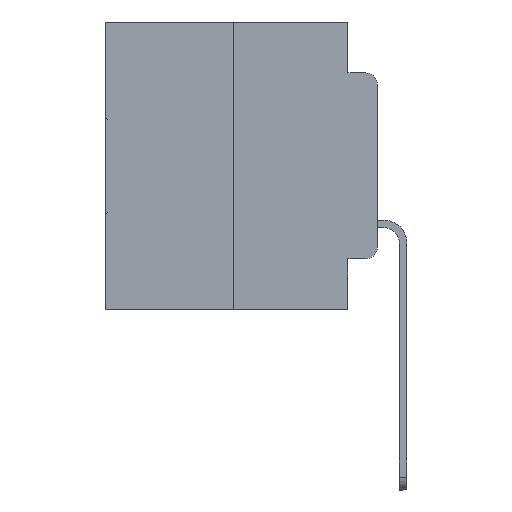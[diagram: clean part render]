
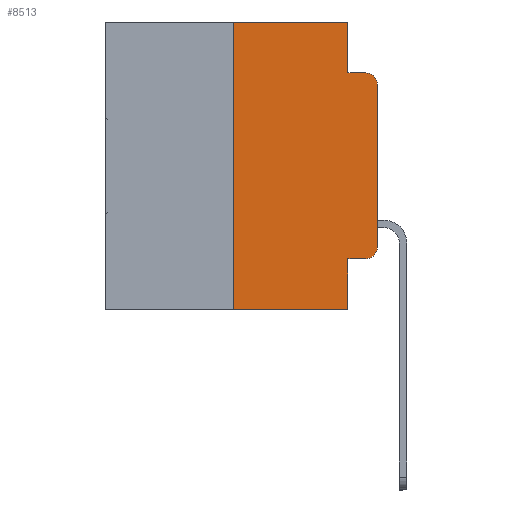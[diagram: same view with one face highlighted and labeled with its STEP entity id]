
A CAD part, left-side view. The second image highlights one B-rep face of the part: STEP entity #8513.
In plain terms, the highlighted planar face has unit normal (-1, 0, 0).
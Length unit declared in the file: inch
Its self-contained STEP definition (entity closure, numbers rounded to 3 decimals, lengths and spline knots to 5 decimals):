
#144 = VECTOR ( 'NONE', #17759, 39.37008 ) ;
#301 = EDGE_CURVE ( 'NONE', #28421, #22779, #17690, .T. ) ;
#437 = ORIENTED_EDGE ( 'NONE', *, *, #26649, .F. ) ;
#613 = CARTESIAN_POINT ( 'NONE',  ( 0., 0.02, -0.4115 ) ) ;
#830 = ORIENTED_EDGE ( 'NONE', *, *, #2080, .F. ) ;
#901 = LINE ( 'NONE', #24641, #144 ) ;
#1126 = CARTESIAN_POINT ( 'NONE',  ( 0., 0.051, 0. ) ) ;
#1904 = AXIS2_PLACEMENT_3D ( 'NONE', #4861, #9634, #25985 ) ;
#1908 = EDGE_LOOP ( 'NONE', ( #8368, #29184, #3878, #437, #27055, #22361, #28481, #830, #2372, #16556 ) ) ;
#1958 = DIRECTION ( 'NONE',  ( 0., 0., -1. ) ) ;
#2080 = EDGE_CURVE ( 'NONE', #17914, #6085, #17975, .T. ) ;
#2236 = VERTEX_POINT ( 'NONE', #10139 ) ;
#2372 = ORIENTED_EDGE ( 'NONE', *, *, #10012, .T. ) ;
#2822 = DIRECTION ( 'NONE',  ( 0., -1., 0. ) ) ;
#3003 = LINE ( 'NONE', #7784, #7898 ) ;
#3878 = ORIENTED_EDGE ( 'NONE', *, *, #7997, .F. ) ;
#4861 = CARTESIAN_POINT ( 'NONE',  ( 0., 0.473, 0. ) ) ;
#5405 = DIRECTION ( 'NONE',  ( 0., -1., 0. ) ) ;
#6031 = EDGE_CURVE ( 'NONE', #2236, #16146, #901, .T. ) ;
#6040 = VECTOR ( 'NONE', #22870, 39.37008 ) ;
#6085 = VERTEX_POINT ( 'NONE', #13365 ) ;
#6136 = CIRCLE ( 'NONE', #13139, 0.02 ) ;
#7401 = LINE ( 'NONE', #17812, #19199 ) ;
#7784 = CARTESIAN_POINT ( 'NONE',  ( 0., 0.051, -0.0885 ) ) ;
#7898 = VECTOR ( 'NONE', #5405, 39.37008 ) ;
#7997 = EDGE_CURVE ( 'NONE', #12408, #22779, #3003, .T. ) ;
#8013 = DIRECTION ( 'NONE',  ( -1., 0., 0. ) ) ;
#8285 = EDGE_CURVE ( 'NONE', #16146, #19187, #24743, .T. ) ;
#8368 = ORIENTED_EDGE ( 'NONE', *, *, #17660, .T. ) ;
#8411 = DIRECTION ( 'NONE',  ( 0., -1., 0. ) ) ;
#8513 = ADVANCED_FACE ( 'NONE', ( #18209 ), #23671, .F. ) ;
#9120 = VECTOR ( 'NONE', #11447, 39.37008 ) ;
#9634 = DIRECTION ( 'NONE',  ( 1., 0., 0. ) ) ;
#9681 = LINE ( 'NONE', #26312, #27566 ) ;
#10012 = EDGE_CURVE ( 'NONE', #17914, #20227, #7401, .T. ) ;
#10139 = CARTESIAN_POINT ( 'NONE',  ( 0., 0.25, -0.5 ) ) ;
#10461 = CARTESIAN_POINT ( 'NONE',  ( 0., 0.02, -0.0885 ) ) ;
#10890 = LINE ( 'NONE', #1126, #28705 ) ;
#11115 = DIRECTION ( 'NONE',  ( 0., 0., 1. ) ) ;
#11447 = DIRECTION ( 'NONE',  ( 0., 0., -1. ) ) ;
#12408 = VERTEX_POINT ( 'NONE', #14826 ) ;
#13139 = AXIS2_PLACEMENT_3D ( 'NONE', #22088, #8013, #24406 ) ;
#13365 = CARTESIAN_POINT ( 'NONE',  ( 0., 0.051, -0.5 ) ) ;
#13840 = EDGE_CURVE ( 'NONE', #2236, #6085, #9681, .T. ) ;
#14826 = CARTESIAN_POINT ( 'NONE',  ( 0., 0.051, -0.0885 ) ) ;
#15499 = DIRECTION ( 'NONE',  ( 0., 0., -1. ) ) ;
#15872 = VERTEX_POINT ( 'NONE', #29621 ) ;
#16146 = VERTEX_POINT ( 'NONE', #16858 ) ;
#16267 = DIRECTION ( 'NONE',  ( -1., 0., 0. ) ) ;
#16556 = ORIENTED_EDGE ( 'NONE', *, *, #25290, .T. ) ;
#16640 = CARTESIAN_POINT ( 'NONE',  ( 0., 0.051, -0.4115 ) ) ;
#16858 = CARTESIAN_POINT ( 'NONE',  ( 0., 0.25, 0. ) ) ;
#17660 = EDGE_CURVE ( 'NONE', #15872, #28421, #29890, .T. ) ;
#17690 = CIRCLE ( 'NONE', #27391, 0.02 ) ;
#17759 = DIRECTION ( 'NONE',  ( 0., 0., 1. ) ) ;
#17812 = CARTESIAN_POINT ( 'NONE',  ( 0., 0.051, -0.4115 ) ) ;
#17914 = VERTEX_POINT ( 'NONE', #16640 ) ;
#17975 = LINE ( 'NONE', #20758, #9120 ) ;
#18204 = CARTESIAN_POINT ( 'NONE',  ( 0., 0.473, 0. ) ) ;
#18209 = FACE_OUTER_BOUND ( 'NONE', #1908, .T. ) ;
#19187 = VERTEX_POINT ( 'NONE', #30433 ) ;
#19199 = VECTOR ( 'NONE', #8411, 39.37008 ) ;
#19784 = VECTOR ( 'NONE', #11115, 39.37008 ) ;
#20177 = CARTESIAN_POINT ( 'NONE',  ( 0., 0., -0.1085 ) ) ;
#20227 = VERTEX_POINT ( 'NONE', #613 ) ;
#20758 = CARTESIAN_POINT ( 'NONE',  ( 0., 0.051, 0. ) ) ;
#22088 = CARTESIAN_POINT ( 'NONE',  ( 0., 0.02, -0.3915 ) ) ;
#22361 = ORIENTED_EDGE ( 'NONE', *, *, #6031, .F. ) ;
#22779 = VERTEX_POINT ( 'NONE', #10461 ) ;
#22870 = DIRECTION ( 'NONE',  ( 0., -1., 0. ) ) ;
#23671 = PLANE ( 'NONE',  #1904 ) ;
#24406 = DIRECTION ( 'NONE',  ( 0., 0., -1. ) ) ;
#24641 = CARTESIAN_POINT ( 'NONE',  ( 0., 0.25, 0. ) ) ;
#24743 = LINE ( 'NONE', #18204, #6040 ) ;
#25082 = CARTESIAN_POINT ( 'NONE',  ( 0., 0., 0. ) ) ;
#25290 = EDGE_CURVE ( 'NONE', #20227, #15872, #6136, .T. ) ;
#25985 = DIRECTION ( 'NONE',  ( 0., 0., -1. ) ) ;
#26312 = CARTESIAN_POINT ( 'NONE',  ( 0., 0.473, -0.5 ) ) ;
#26649 = EDGE_CURVE ( 'NONE', #19187, #12408, #10890, .T. ) ;
#27055 = ORIENTED_EDGE ( 'NONE', *, *, #8285, .F. ) ;
#27391 = AXIS2_PLACEMENT_3D ( 'NONE', #30121, #16267, #1958 ) ;
#27566 = VECTOR ( 'NONE', #2822, 39.37008 ) ;
#28421 = VERTEX_POINT ( 'NONE', #20177 ) ;
#28481 = ORIENTED_EDGE ( 'NONE', *, *, #13840, .T. ) ;
#28705 = VECTOR ( 'NONE', #15499, 39.37008 ) ;
#29184 = ORIENTED_EDGE ( 'NONE', *, *, #301, .T. ) ;
#29621 = CARTESIAN_POINT ( 'NONE',  ( 0., 0., -0.3915 ) ) ;
#29890 = LINE ( 'NONE', #25082, #19784 ) ;
#30121 = CARTESIAN_POINT ( 'NONE',  ( 0., 0.02, -0.1085 ) ) ;
#30433 = CARTESIAN_POINT ( 'NONE',  ( 0., 0.051, 0. ) ) ;
